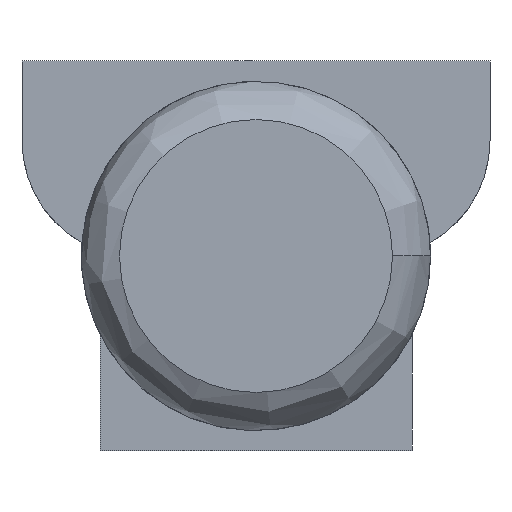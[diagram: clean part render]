
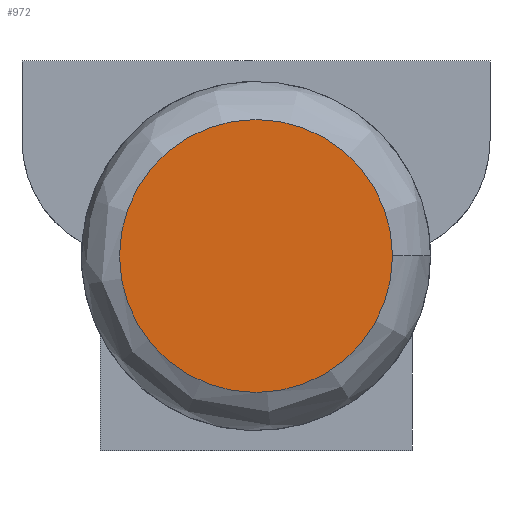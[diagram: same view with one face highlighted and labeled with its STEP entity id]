
A CAD part, front view. The second image highlights one B-rep face of the part: STEP entity #972.
In plain terms, the highlighted planar face has unit normal (0, -1, 0).
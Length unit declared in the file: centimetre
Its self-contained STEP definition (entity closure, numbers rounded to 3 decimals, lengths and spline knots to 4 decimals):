
#148=PLANE('',#1042);
#217=FACE_OUTER_BOUND('',#287,.T.);
#287=EDGE_LOOP('',(#701));
#366=CIRCLE('',#1041,1.75);
#453=VERTEX_POINT('',#1607);
#552=EDGE_CURVE('',#453,#453,#366,.T.);
#701=ORIENTED_EDGE('',*,*,#552,.T.);
#972=ADVANCED_FACE('',(#217),#148,.T.);
#1041=AXIS2_PLACEMENT_3D('',#1608,#1156,#1157);
#1042=AXIS2_PLACEMENT_3D('',#1609,#1158,#1159);
#1156=DIRECTION('center_axis',(0.,-1.,0.));
#1157=DIRECTION('ref_axis',(1.,0.,0.));
#1158=DIRECTION('center_axis',(0.,-1.,0.));
#1159=DIRECTION('ref_axis',(-1.,0.,0.));
#1607=CARTESIAN_POINT('',(1.75,0.,0.));
#1608=CARTESIAN_POINT('Origin',(0.,0.,0.));
#1609=CARTESIAN_POINT('Origin',(0.,0.,0.));
